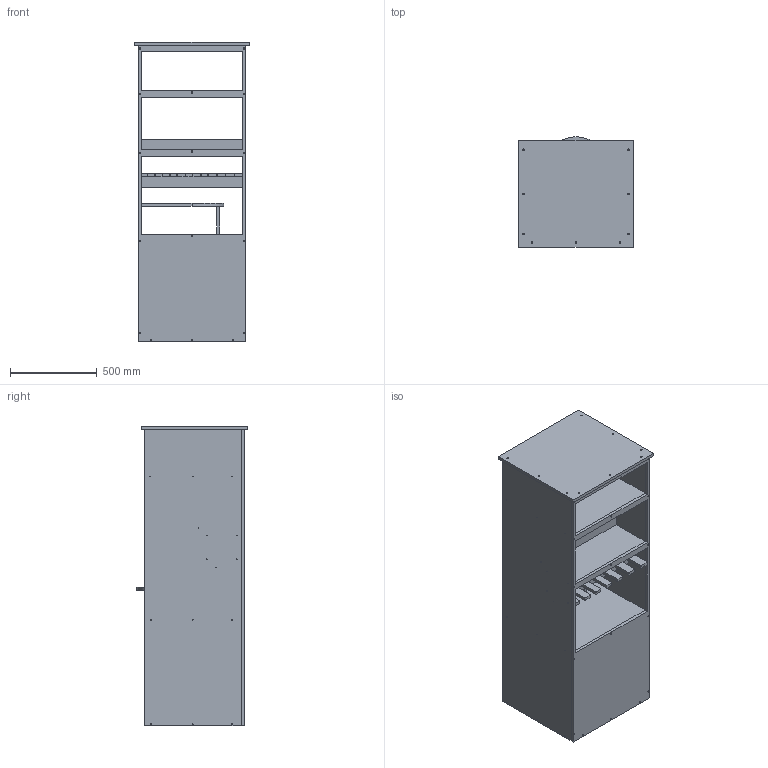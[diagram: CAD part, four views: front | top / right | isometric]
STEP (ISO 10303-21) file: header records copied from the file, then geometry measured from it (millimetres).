
FILE_DESCRIPTION(/* description */ (''),/* implementation_level */ '2;1');
FILE_NAME(/* name */ 'Upland Dust Collector Mk 1 v5.step',/* time_stamp */ '2022-03-26T18:32:18-05:00',/* author */ (''),/* organization */ (''),/* preprocessor_version */ 'ST-DEVELOPER v18.1',/* originating_system */ 'Autodesk Translation Framework v10.13.0.1454',/* authorisation */ '');
FILE_SCHEMA (('AUTOMOTIVE_DESIGN { 1 0 10303 214 3 1 1 }'));
Length unit declared in the file: inch
Products named in the file (11): Upland Dust Collector Mk 1; front; top; side; bottom/shelf; charger shelf; charger shelf back; drill shelf; drill shelf support; bucket holder; bucket holder support
Assembly tree (13 placements, depth 2):
  Upland Dust Collector Mk 1
    front
    bottom/shelf  x3
    side  x2
    top
    charger shelf
    charger shelf back
    drill shelf
    drill shelf support
    bucket holder
    bucket holder support
Bounding box: 658.3 x 638.08 x 1727.2 mm (x, y, z)
Volume: 76179534 mm3; surface area: 9183752.8 mm2
Topology: 13 solids, 13 shells, 217 faces, 545 edges, 354 vertices
Faces by surface type: plane 113, cylinder 74, cone 28, bspline 2
Full cylindrical faces by diameter (mm): 4.496 x60, 279.4 x1
Entity records: 6115 total; most frequent: CARTESIAN_POINT 1034, DIRECTION 1018, ORIENTED_EDGE 928, EDGE_CURVE 464, AXIS2_PLACEMENT_3D 352, LINE 314, VECTOR 314, VERTEX_POINT 300
